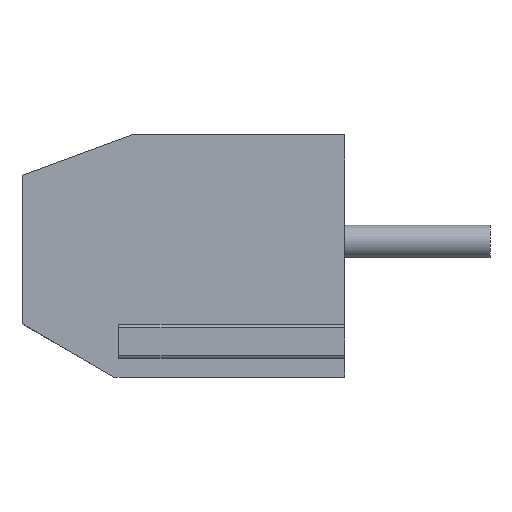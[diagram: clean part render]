
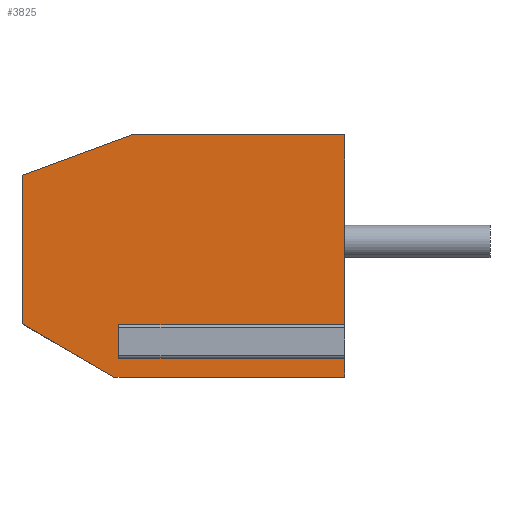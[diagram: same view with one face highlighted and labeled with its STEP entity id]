
A CAD part, left-side view. The second image highlights one B-rep face of the part: STEP entity #3825.
In plain terms, the highlighted planar face has unit normal (-1, 0, 0).
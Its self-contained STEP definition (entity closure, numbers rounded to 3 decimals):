
#12 = DIRECTION ( 'NONE',  ( 0., 0., -1. ) ) ;
#120 = CARTESIAN_POINT ( 'NONE',  ( -5., 7.15, -3.75 ) ) ;
#123 = CARTESIAN_POINT ( 'NONE',  ( -5., 0., 3.75 ) ) ;
#166 = EDGE_CURVE ( 'NONE', #7031, #5835, #4835, .T. ) ;
#245 = ORIENTED_EDGE ( 'NONE', *, *, #1402, .T. ) ;
#317 = CARTESIAN_POINT ( 'NONE',  ( -5., 10., 2.5 ) ) ;
#372 = EDGE_CURVE ( 'NONE', #4671, #4072, #6513, .T. ) ;
#407 = VECTOR ( 'NONE', #6678, 1000. ) ;
#595 = DIRECTION ( 'NONE',  ( 0., 0., -1. ) ) ;
#605 = VERTEX_POINT ( 'NONE', #2932 ) ;
#675 = FACE_OUTER_BOUND ( 'NONE', #5118, .T. ) ;
#802 = EDGE_CURVE ( 'NONE', #1352, #605, #4524, .T. ) ;
#803 = VECTOR ( 'NONE', #2333, 1000. ) ;
#823 = EDGE_CURVE ( 'NONE', #4671, #907, #2883, .T. ) ;
#907 = VERTEX_POINT ( 'NONE', #2679 ) ;
#933 = EDGE_CURVE ( 'NONE', #1379, #7031, #4910, .T. ) ;
#972 = VECTOR ( 'NONE', #5081, 1000. ) ;
#1020 = CARTESIAN_POINT ( 'NONE',  ( -5., 6.6, 3.75 ) ) ;
#1207 = CARTESIAN_POINT ( 'NONE',  ( -5., 7., -3. ) ) ;
#1352 = VERTEX_POINT ( 'NONE', #6401 ) ;
#1379 = VERTEX_POINT ( 'NONE', #4807 ) ;
#1402 = EDGE_CURVE ( 'NONE', #4351, #4072, #3745, .T. ) ;
#1416 = ORIENTED_EDGE ( 'NONE', *, *, #2347, .F. ) ;
#1447 = CARTESIAN_POINT ( 'NONE',  ( -5., 10., 3.75 ) ) ;
#1528 = CARTESIAN_POINT ( 'NONE',  ( -5., 10., 2.5 ) ) ;
#1680 = CARTESIAN_POINT ( 'NONE',  ( -5., 0., -3.75 ) ) ;
#1790 = CARTESIAN_POINT ( 'NONE',  ( -5., 7., -2.3 ) ) ;
#1798 = EDGE_CURVE ( 'NONE', #1379, #1352, #2339, .T. ) ;
#2162 = EDGE_CURVE ( 'NONE', #907, #6530, #2247, .T. ) ;
#2247 = LINE ( 'NONE', #3241, #407 ) ;
#2268 = DIRECTION ( 'NONE',  ( 0., 0., 1. ) ) ;
#2333 = DIRECTION ( 'NONE',  ( 0., -0.865, -0.501 ) ) ;
#2339 = LINE ( 'NONE', #1790, #6654 ) ;
#2347 = EDGE_CURVE ( 'NONE', #4351, #605, #5872, .T. ) ;
#2417 = CARTESIAN_POINT ( 'NONE',  ( -5., 0., -3. ) ) ;
#2614 = VECTOR ( 'NONE', #6508, 1000. ) ;
#2679 = CARTESIAN_POINT ( 'NONE',  ( -5., 7.15, -3.75 ) ) ;
#2781 = DIRECTION ( 'NONE',  ( 0., -1., 0. ) ) ;
#2883 = LINE ( 'NONE', #120, #803 ) ;
#2932 = CARTESIAN_POINT ( 'NONE',  ( -5., 0., 3.75 ) ) ;
#3207 = VECTOR ( 'NONE', #2268, 1000. ) ;
#3241 = CARTESIAN_POINT ( 'NONE',  ( -5., 10., -3.75 ) ) ;
#3387 = DIRECTION ( 'NONE',  ( 1., 0., 0. ) ) ;
#3460 = CARTESIAN_POINT ( 'NONE',  ( -5., 0., 3.75 ) ) ;
#3693 = CARTESIAN_POINT ( 'NONE',  ( -5., 10., 3.75 ) ) ;
#3745 = LINE ( 'NONE', #1528, #4095 ) ;
#3825 = ADVANCED_FACE ( 'NONE', ( #675 ), #5091, .F. ) ;
#3931 = ORIENTED_EDGE ( 'NONE', *, *, #372, .F. ) ;
#4072 = VERTEX_POINT ( 'NONE', #317 ) ;
#4095 = VECTOR ( 'NONE', #5962, 1000. ) ;
#4282 = ORIENTED_EDGE ( 'NONE', *, *, #933, .F. ) ;
#4351 = VERTEX_POINT ( 'NONE', #1020 ) ;
#4361 = CARTESIAN_POINT ( 'NONE',  ( -5., 7., -2.3 ) ) ;
#4391 = ORIENTED_EDGE ( 'NONE', *, *, #802, .T. ) ;
#4524 = LINE ( 'NONE', #3460, #972 ) ;
#4541 = VECTOR ( 'NONE', #595, 1000. ) ;
#4650 = ORIENTED_EDGE ( 'NONE', *, *, #166, .F. ) ;
#4671 = VERTEX_POINT ( 'NONE', #5692 ) ;
#4807 = CARTESIAN_POINT ( 'NONE',  ( -5., 7., -2.3 ) ) ;
#4835 = LINE ( 'NONE', #7060, #2614 ) ;
#4910 = LINE ( 'NONE', #4361, #4541 ) ;
#4987 = ORIENTED_EDGE ( 'NONE', *, *, #1798, .T. ) ;
#5081 = DIRECTION ( 'NONE',  ( 0., 0., 1. ) ) ;
#5083 = LINE ( 'NONE', #123, #3207 ) ;
#5091 = PLANE ( 'NONE',  #5727 ) ;
#5118 = EDGE_LOOP ( 'NONE', ( #4650, #4282, #4987, #4391, #1416, #245, #3931, #5193, #5694, #7159 ) ) ;
#5193 = ORIENTED_EDGE ( 'NONE', *, *, #823, .T. ) ;
#5325 = DIRECTION ( 'NONE',  ( 0., -1., 0. ) ) ;
#5531 = CARTESIAN_POINT ( 'NONE',  ( -5., 10., 3.75 ) ) ;
#5586 = VECTOR ( 'NONE', #5904, 1000. ) ;
#5692 = CARTESIAN_POINT ( 'NONE',  ( -5., 10., -2.1 ) ) ;
#5694 = ORIENTED_EDGE ( 'NONE', *, *, #2162, .T. ) ;
#5727 = AXIS2_PLACEMENT_3D ( 'NONE', #5531, #3387, #12 ) ;
#5835 = VERTEX_POINT ( 'NONE', #2417 ) ;
#5872 = LINE ( 'NONE', #1447, #5941 ) ;
#5904 = DIRECTION ( 'NONE',  ( 0., 0., 1. ) ) ;
#5941 = VECTOR ( 'NONE', #5325, 1000. ) ;
#5962 = DIRECTION ( 'NONE',  ( 0., 0.939, -0.345 ) ) ;
#6401 = CARTESIAN_POINT ( 'NONE',  ( -5., 0., -2.3 ) ) ;
#6508 = DIRECTION ( 'NONE',  ( 0., -1., 0. ) ) ;
#6513 = LINE ( 'NONE', #3693, #5586 ) ;
#6530 = VERTEX_POINT ( 'NONE', #1680 ) ;
#6654 = VECTOR ( 'NONE', #2781, 1000. ) ;
#6678 = DIRECTION ( 'NONE',  ( 0., -1., 0. ) ) ;
#7023 = EDGE_CURVE ( 'NONE', #6530, #5835, #5083, .T. ) ;
#7031 = VERTEX_POINT ( 'NONE', #1207 ) ;
#7060 = CARTESIAN_POINT ( 'NONE',  ( -5., 7., -3. ) ) ;
#7159 = ORIENTED_EDGE ( 'NONE', *, *, #7023, .T. ) ;
